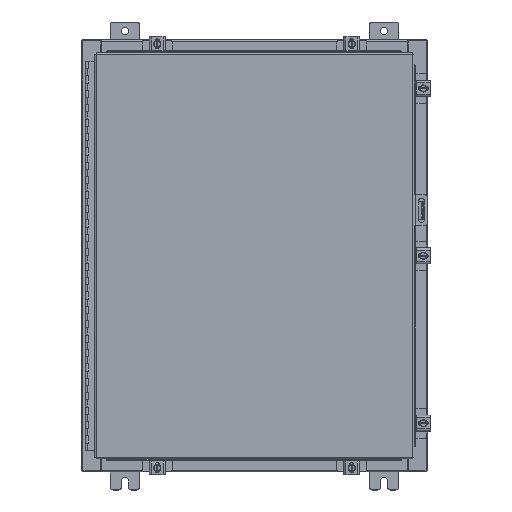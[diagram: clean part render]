
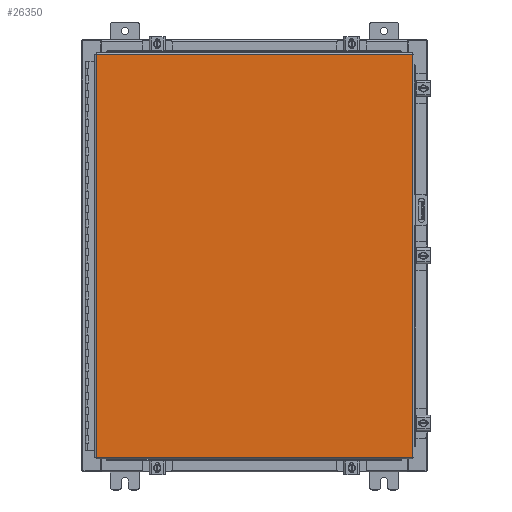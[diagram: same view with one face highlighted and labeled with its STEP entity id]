
A CAD part, top view. The second image highlights one B-rep face of the part: STEP entity #26350.
In plain terms, the highlighted planar face has unit normal (0, 0, 1).
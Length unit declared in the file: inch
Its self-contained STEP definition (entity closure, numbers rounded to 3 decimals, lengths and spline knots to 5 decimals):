
#518 = EDGE_CURVE ( 'NONE', #10088, #1337, #22759, .T. ) ;
#1337 = VERTEX_POINT ( 'NONE', #37147 ) ;
#1383 = EDGE_CURVE ( 'NONE', #1337, #25382, #31456, .T. ) ;
#2521 = CARTESIAN_POINT ( 'NONE',  ( -10.9903, 14.0063, 0. ) ) ;
#3531 = ORIENTED_EDGE ( 'NONE', *, *, #23986, .T. ) ;
#4363 = DIRECTION ( 'NONE',  ( 0., -1., 0. ) ) ;
#5675 = CARTESIAN_POINT ( 'NONE',  ( 0., 0., 0. ) ) ;
#8018 = CARTESIAN_POINT ( 'NONE',  ( 10.9903, -14.0063, 0. ) ) ;
#9202 = LINE ( 'NONE', #32927, #21106 ) ;
#10043 = CARTESIAN_POINT ( 'NONE',  ( -10.9903, -14.0063, 0. ) ) ;
#10059 = ORIENTED_EDGE ( 'NONE', *, *, #24418, .T. ) ;
#10088 = VERTEX_POINT ( 'NONE', #10043 ) ;
#12228 = VECTOR ( 'NONE', #12934, 39.37008 ) ;
#12438 = LINE ( 'NONE', #19066, #35839 ) ;
#12934 = DIRECTION ( 'NONE',  ( 1., 0., 0. ) ) ;
#13420 = EDGE_LOOP ( 'NONE', ( #37614, #20730, #10059, #3531 ) ) ;
#13908 = VERTEX_POINT ( 'NONE', #2521 ) ;
#14097 = FACE_OUTER_BOUND ( 'NONE', #13420, .T. ) ;
#19066 = CARTESIAN_POINT ( 'NONE',  ( -10.9903, 14.0063, 0. ) ) ;
#19794 = DIRECTION ( 'NONE',  ( 0., 1., 0. ) ) ;
#20386 = DIRECTION ( 'NONE',  ( -1., 0., 0. ) ) ;
#20730 = ORIENTED_EDGE ( 'NONE', *, *, #1383, .T. ) ;
#21106 = VECTOR ( 'NONE', #29952, 39.37008 ) ;
#22759 = LINE ( 'NONE', #24566, #12228 ) ;
#22813 = AXIS2_PLACEMENT_3D ( 'NONE', #5675, #37985, #20386 ) ;
#23986 = EDGE_CURVE ( 'NONE', #13908, #10088, #12438, .T. ) ;
#24418 = EDGE_CURVE ( 'NONE', #25382, #13908, #9202, .T. ) ;
#24566 = CARTESIAN_POINT ( 'NONE',  ( -10.9903, -14.0063, 0. ) ) ;
#25382 = VERTEX_POINT ( 'NONE', #31013 ) ;
#26350 = ADVANCED_FACE ( 'NONE', ( #14097 ), #35024, .F. ) ;
#29952 = DIRECTION ( 'NONE',  ( -1., 0., 0. ) ) ;
#30518 = VECTOR ( 'NONE', #19794, 39.37008 ) ;
#31013 = CARTESIAN_POINT ( 'NONE',  ( 10.9903, 14.0063, 0. ) ) ;
#31456 = LINE ( 'NONE', #8018, #30518 ) ;
#32927 = CARTESIAN_POINT ( 'NONE',  ( 10.9903, 14.0063, 0. ) ) ;
#35024 = PLANE ( 'NONE',  #22813 ) ;
#35839 = VECTOR ( 'NONE', #4363, 39.37008 ) ;
#37147 = CARTESIAN_POINT ( 'NONE',  ( 10.9903, -14.0063, 0. ) ) ;
#37614 = ORIENTED_EDGE ( 'NONE', *, *, #518, .T. ) ;
#37985 = DIRECTION ( 'NONE',  ( 0., 0., -1. ) ) ;
